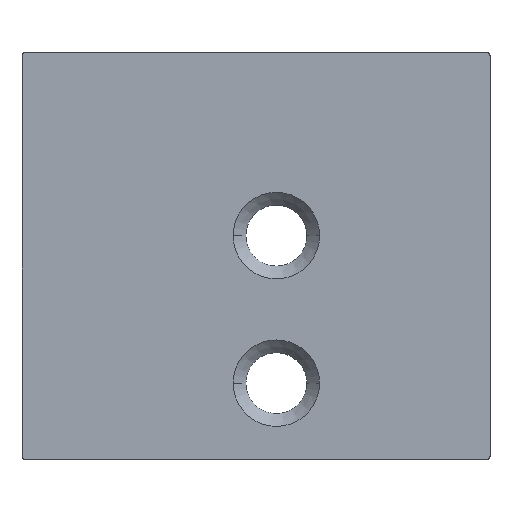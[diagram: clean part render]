
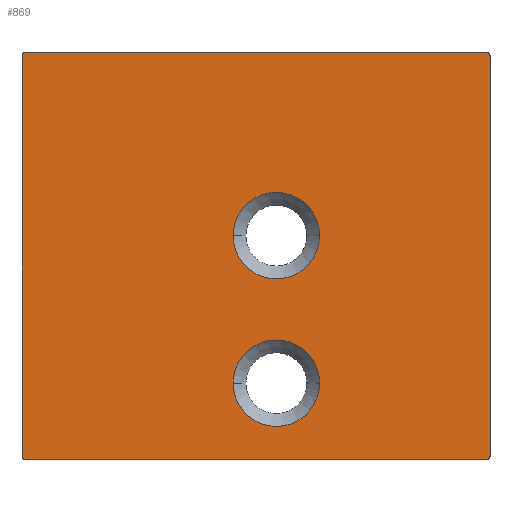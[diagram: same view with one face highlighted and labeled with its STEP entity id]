
A CAD part, top view. The second image highlights one B-rep face of the part: STEP entity #869.
In plain terms, the highlighted planar face has unit normal (0, 0, 1).
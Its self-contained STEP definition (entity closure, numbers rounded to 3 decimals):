
#1 = DIRECTION ( 'NONE',  ( 1., 0., 0. ) ) ;
#4 = EDGE_CURVE ( 'NONE', #258, #867, #466, .T. ) ;
#6 = CARTESIAN_POINT ( 'NONE',  ( 0.3, 40., 3. ) ) ;
#7 = DIRECTION ( 'NONE',  ( 0., 0., 1. ) ) ;
#23 = EDGE_CURVE ( 'NONE', #620, #505, #693, .T. ) ;
#24 = DIRECTION ( 'NONE',  ( -1., 0., 0. ) ) ;
#26 = CARTESIAN_POINT ( 'NONE',  ( 20.75, 7.5, 3. ) ) ;
#38 = CARTESIAN_POINT ( 'NONE',  ( 25., 7.5, 3. ) ) ;
#41 = FACE_BOUND ( 'NONE', #129, .T. ) ;
#47 = EDGE_CURVE ( 'NONE', #348, #695, #572, .T. ) ;
#50 = AXIS2_PLACEMENT_3D ( 'NONE', #134, #885, #1 ) ;
#76 = VECTOR ( 'NONE', #322, 1000. ) ;
#96 = DIRECTION ( 'NONE',  ( 1., 0., 0. ) ) ;
#103 = DIRECTION ( 'NONE',  ( 0., 0., -1. ) ) ;
#106 = CARTESIAN_POINT ( 'NONE',  ( 45.7, 0., 3. ) ) ;
#114 = CIRCLE ( 'NONE', #587, 4.25 ) ;
#117 = EDGE_CURVE ( 'NONE', #686, #495, #765, .T. ) ;
#119 = AXIS2_PLACEMENT_3D ( 'NONE', #294, #846, #781 ) ;
#127 = PLANE ( 'NONE',  #578 ) ;
#129 = EDGE_LOOP ( 'NONE', ( #486, #614 ) ) ;
#134 = CARTESIAN_POINT ( 'NONE',  ( 45.7, 0.3, 3. ) ) ;
#149 = EDGE_CURVE ( 'NONE', #505, #374, #598, .T. ) ;
#179 = FACE_BOUND ( 'NONE', #352, .T. ) ;
#190 = CARTESIAN_POINT ( 'NONE',  ( 45.7, 40., 3. ) ) ;
#208 = VERTEX_POINT ( 'NONE', #106 ) ;
#214 = CARTESIAN_POINT ( 'NONE',  ( 25., 22., 3. ) ) ;
#243 = DIRECTION ( 'NONE',  ( 0., 0., 1. ) ) ;
#247 = VERTEX_POINT ( 'NONE', #568 ) ;
#258 = VERTEX_POINT ( 'NONE', #844 ) ;
#277 = DIRECTION ( 'NONE',  ( 0., 0., 1. ) ) ;
#280 = AXIS2_PLACEMENT_3D ( 'NONE', #38, #747, #377 ) ;
#281 = DIRECTION ( 'NONE',  ( -1., 0., 0. ) ) ;
#294 = CARTESIAN_POINT ( 'NONE',  ( 0.3, 39.7, 3. ) ) ;
#322 = DIRECTION ( 'NONE',  ( 0., 1., 0. ) ) ;
#323 = LINE ( 'NONE', #355, #514 ) ;
#329 = EDGE_CURVE ( 'NONE', #695, #348, #114, .T. ) ;
#332 = EDGE_CURVE ( 'NONE', #495, #686, #704, .T. ) ;
#344 = VECTOR ( 'NONE', #802, 1000. ) ;
#348 = VERTEX_POINT ( 'NONE', #430 ) ;
#352 = EDGE_LOOP ( 'NONE', ( #890, #570 ) ) ;
#355 = CARTESIAN_POINT ( 'NONE',  ( 0.3, 40., 3. ) ) ;
#366 = AXIS2_PLACEMENT_3D ( 'NONE', #776, #7, #281 ) ;
#371 = CIRCLE ( 'NONE', #780, 0.3 ) ;
#374 = VERTEX_POINT ( 'NONE', #796 ) ;
#377 = DIRECTION ( 'NONE',  ( 1., 0., 0. ) ) ;
#380 = LINE ( 'NONE', #746, #76 ) ;
#404 = ORIENTED_EDGE ( 'NONE', *, *, #23, .T. ) ;
#408 = EDGE_CURVE ( 'NONE', #374, #247, #371, .T. ) ;
#415 = CARTESIAN_POINT ( 'NONE',  ( 0.3, 0., 3. ) ) ;
#430 = CARTESIAN_POINT ( 'NONE',  ( 20.75, 22., 3. ) ) ;
#433 = LINE ( 'NONE', #415, #536 ) ;
#436 = DIRECTION ( 'NONE',  ( 1., 0., 0. ) ) ;
#454 = FACE_OUTER_BOUND ( 'NONE', #653, .T. ) ;
#463 = CARTESIAN_POINT ( 'NONE',  ( 0.3, 0.3, 3. ) ) ;
#466 = CIRCLE ( 'NONE', #366, 0.3 ) ;
#486 = ORIENTED_EDGE ( 'NONE', *, *, #329, .F. ) ;
#492 = ORIENTED_EDGE ( 'NONE', *, *, #149, .T. ) ;
#495 = VERTEX_POINT ( 'NONE', #834 ) ;
#505 = VERTEX_POINT ( 'NONE', #566 ) ;
#506 = AXIS2_PLACEMENT_3D ( 'NONE', #521, #583, #510 ) ;
#509 = ORIENTED_EDGE ( 'NONE', *, *, #829, .T. ) ;
#510 = DIRECTION ( 'NONE',  ( 1., 0., 0. ) ) ;
#514 = VECTOR ( 'NONE', #24, 1000. ) ;
#521 = CARTESIAN_POINT ( 'NONE',  ( 25., 7.5, 3. ) ) ;
#524 = CARTESIAN_POINT ( 'NONE',  ( 0., 0.3, 3. ) ) ;
#536 = VECTOR ( 'NONE', #96, 1000. ) ;
#554 = DIRECTION ( 'NONE',  ( 1., 0., 0. ) ) ;
#566 = CARTESIAN_POINT ( 'NONE',  ( 0., 39.7, 3. ) ) ;
#568 = CARTESIAN_POINT ( 'NONE',  ( 0.3, 0., 3. ) ) ;
#570 = ORIENTED_EDGE ( 'NONE', *, *, #117, .F. ) ;
#572 = CIRCLE ( 'NONE', #678, 4.25 ) ;
#574 = CARTESIAN_POINT ( 'NONE',  ( 29.25, 22., 3. ) ) ;
#578 = AXIS2_PLACEMENT_3D ( 'NONE', #726, #103, #655 ) ;
#583 = DIRECTION ( 'NONE',  ( 0., 0., 1. ) ) ;
#584 = CARTESIAN_POINT ( 'NONE',  ( 46., 0.3, 3. ) ) ;
#587 = AXIS2_PLACEMENT_3D ( 'NONE', #605, #243, #436 ) ;
#595 = EDGE_CURVE ( 'NONE', #208, #871, #849, .T. ) ;
#598 = LINE ( 'NONE', #524, #344 ) ;
#599 = ORIENTED_EDGE ( 'NONE', *, *, #4, .T. ) ;
#605 = CARTESIAN_POINT ( 'NONE',  ( 25., 22., 3. ) ) ;
#608 = DIRECTION ( 'NONE',  ( 0., 0., 1. ) ) ;
#614 = ORIENTED_EDGE ( 'NONE', *, *, #47, .F. ) ;
#620 = VERTEX_POINT ( 'NONE', #6 ) ;
#653 = EDGE_LOOP ( 'NONE', ( #404, #492, #887, #847, #843, #509, #599, #875 ) ) ;
#655 = DIRECTION ( 'NONE',  ( -1., 0., 0. ) ) ;
#658 = EDGE_CURVE ( 'NONE', #247, #208, #433, .T. ) ;
#678 = AXIS2_PLACEMENT_3D ( 'NONE', #214, #277, #554 ) ;
#686 = VERTEX_POINT ( 'NONE', #26 ) ;
#693 = CIRCLE ( 'NONE', #119, 0.3 ) ;
#695 = VERTEX_POINT ( 'NONE', #574 ) ;
#704 = CIRCLE ( 'NONE', #506, 4.25 ) ;
#724 = EDGE_CURVE ( 'NONE', #867, #620, #323, .T. ) ;
#726 = CARTESIAN_POINT ( 'NONE',  ( 0.3, 39.7, 3. ) ) ;
#746 = CARTESIAN_POINT ( 'NONE',  ( 46., 0.3, 3. ) ) ;
#747 = DIRECTION ( 'NONE',  ( 0., 0., 1. ) ) ;
#765 = CIRCLE ( 'NONE', #280, 4.25 ) ;
#776 = CARTESIAN_POINT ( 'NONE',  ( 45.7, 39.7, 3. ) ) ;
#780 = AXIS2_PLACEMENT_3D ( 'NONE', #463, #608, #822 ) ;
#781 = DIRECTION ( 'NONE',  ( -1., 0., 0. ) ) ;
#796 = CARTESIAN_POINT ( 'NONE',  ( 0., 0.3, 3. ) ) ;
#802 = DIRECTION ( 'NONE',  ( 0., -1., 0. ) ) ;
#822 = DIRECTION ( 'NONE',  ( -1., 0., 0. ) ) ;
#829 = EDGE_CURVE ( 'NONE', #871, #258, #380, .T. ) ;
#834 = CARTESIAN_POINT ( 'NONE',  ( 29.25, 7.5, 3. ) ) ;
#843 = ORIENTED_EDGE ( 'NONE', *, *, #595, .T. ) ;
#844 = CARTESIAN_POINT ( 'NONE',  ( 46., 39.7, 3. ) ) ;
#846 = DIRECTION ( 'NONE',  ( 0., 0., 1. ) ) ;
#847 = ORIENTED_EDGE ( 'NONE', *, *, #658, .T. ) ;
#849 = CIRCLE ( 'NONE', #50, 0.3 ) ;
#867 = VERTEX_POINT ( 'NONE', #190 ) ;
#869 = ADVANCED_FACE ( 'NONE', ( #179, #41, #454 ), #127, .F. ) ;
#871 = VERTEX_POINT ( 'NONE', #584 ) ;
#875 = ORIENTED_EDGE ( 'NONE', *, *, #724, .T. ) ;
#885 = DIRECTION ( 'NONE',  ( 0., 0., 1. ) ) ;
#887 = ORIENTED_EDGE ( 'NONE', *, *, #408, .T. ) ;
#890 = ORIENTED_EDGE ( 'NONE', *, *, #332, .F. ) ;
